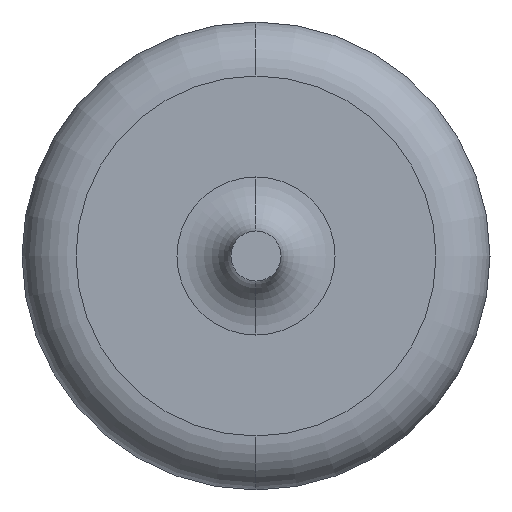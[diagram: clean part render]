
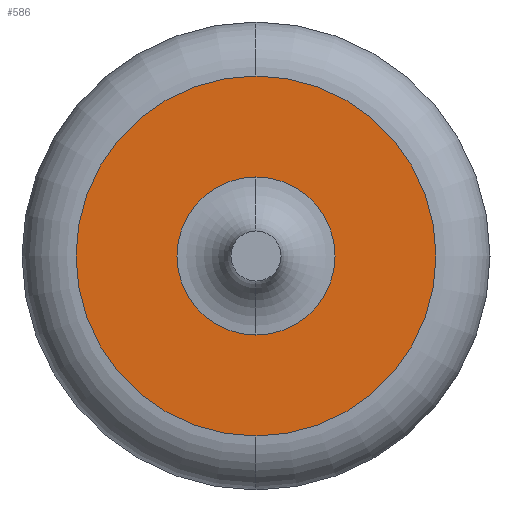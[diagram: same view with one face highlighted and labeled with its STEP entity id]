
A CAD part, left-side view. The second image highlights one B-rep face of the part: STEP entity #586.
In plain terms, the highlighted planar face has unit normal (-1, 0, 0).
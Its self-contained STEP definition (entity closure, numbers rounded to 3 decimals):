
#1 = CARTESIAN_POINT ( 'NONE',  ( -22.605, 3.665, 0. ) ) ;
#2 = DIRECTION ( 'NONE',  ( 1., 0., 0. ) ) ;
#3 = DIRECTION ( 'NONE',  ( 0., 0., -1. ) ) ;
#70 = CIRCLE ( 'NONE', #427, 1.61 ) ;
#72 = CIRCLE ( 'NONE', #426, 3.665 ) ;
#78 = CIRCLE ( 'NONE', #430, 3.665 ) ;
#84 = EDGE_CURVE ( 'NONE', #174, #170, #72, .T. ) ;
#85 = EDGE_CURVE ( 'NONE', #185, #166, #70, .T. ) ;
#88 = CARTESIAN_POINT ( 'NONE',  ( -22.605, 0., 1.61 ) ) ;
#92 = CARTESIAN_POINT ( 'NONE',  ( -22.605, 0., 0. ) ) ;
#93 = DIRECTION ( 'NONE',  ( -1., 0., 0. ) ) ;
#94 = DIRECTION ( 'NONE',  ( 0., 0., 1. ) ) ;
#166 = VERTEX_POINT ( 'NONE', #348 ) ;
#170 = VERTEX_POINT ( 'NONE', #352 ) ;
#174 = VERTEX_POINT ( 'NONE', #355 ) ;
#185 = VERTEX_POINT ( 'NONE', #88 ) ;
#246 = FACE_OUTER_BOUND ( 'NONE', #372, .T. ) ;
#249 = FACE_BOUND ( 'NONE', #466, .T. ) ;
#333 = CARTESIAN_POINT ( 'NONE',  ( -22.605, 0., 0. ) ) ;
#334 = DIRECTION ( 'NONE',  ( -1., 0., 0. ) ) ;
#335 = DIRECTION ( 'NONE',  ( 0., 0., 1. ) ) ;
#336 = CARTESIAN_POINT ( 'NONE',  ( -22.605, 0., 0. ) ) ;
#337 = DIRECTION ( 'NONE',  ( -1., 0., 0. ) ) ;
#338 = DIRECTION ( 'NONE',  ( 0., 0., 1. ) ) ;
#348 = CARTESIAN_POINT ( 'NONE',  ( -22.605, 0., -1.61 ) ) ;
#352 = CARTESIAN_POINT ( 'NONE',  ( -22.605, 0., 3.665 ) ) ;
#355 = CARTESIAN_POINT ( 'NONE',  ( -22.605, 0., -3.665 ) ) ;
#372 = EDGE_LOOP ( 'NONE', ( #551, #550 ) ) ;
#377 = CARTESIAN_POINT ( 'NONE',  ( -22.605, 0., 0. ) ) ;
#378 = DIRECTION ( 'NONE',  ( -1., 0., 0. ) ) ;
#379 = DIRECTION ( 'NONE',  ( 0., 0., 1. ) ) ;
#426 = AXIS2_PLACEMENT_3D ( 'NONE', #333, #334, #335 ) ;
#427 = AXIS2_PLACEMENT_3D ( 'NONE', #336, #337, #338 ) ;
#430 = AXIS2_PLACEMENT_3D ( 'NONE', #92, #93, #94 ) ;
#436 = AXIS2_PLACEMENT_3D ( 'NONE', #377, #378, #379 ) ;
#444 = EDGE_CURVE ( 'NONE', #170, #174, #78, .T. ) ;
#452 = EDGE_CURVE ( 'NONE', #166, #185, #544, .T. ) ;
#466 = EDGE_LOOP ( 'NONE', ( #554, #552 ) ) ;
#491 = PLANE ( 'NONE',  #511 ) ;
#511 = AXIS2_PLACEMENT_3D ( 'NONE', #1, #2, #3 ) ;
#544 = CIRCLE ( 'NONE', #436, 1.61 ) ;
#550 = ORIENTED_EDGE ( 'NONE', *, *, #84, .T. ) ;
#551 = ORIENTED_EDGE ( 'NONE', *, *, #444, .T. ) ;
#552 = ORIENTED_EDGE ( 'NONE', *, *, #452, .F. ) ;
#554 = ORIENTED_EDGE ( 'NONE', *, *, #85, .F. ) ;
#586 = ADVANCED_FACE ( 'NONE', ( #249, #246 ), #491, .F. ) ;
